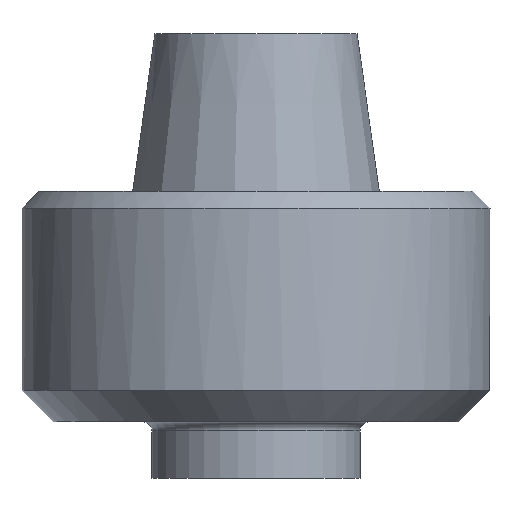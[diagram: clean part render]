
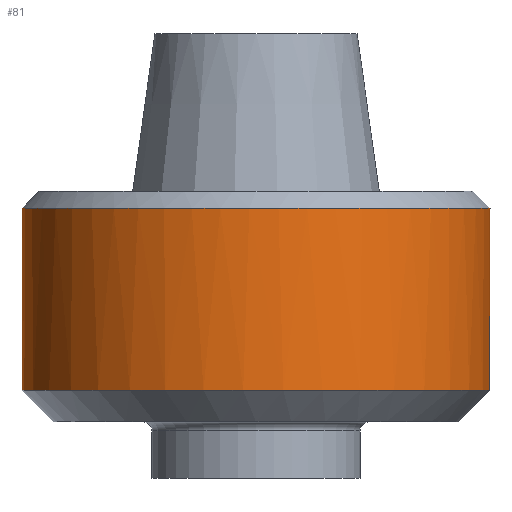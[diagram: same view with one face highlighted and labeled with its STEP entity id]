
A CAD part, front view. The second image highlights one B-rep face of the part: STEP entity #81.
In plain terms, the highlighted cylindrical face has radius 20.8 mm (diameter 41.6 mm), a full revolution.
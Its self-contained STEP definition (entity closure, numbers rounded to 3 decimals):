
#70=B_SPLINE_CURVE_WITH_KNOTS('',3,(#421,#422,#423,#424,#425,#426,#427,
#428,#429,#430,#431,#432,#433,#434,#435,#436,#437,#438,#439,#440,#441,#442,
#443,#444,#445,#446,#447,#448),.UNSPECIFIED.,.T.,.F.,(2,2,2,2,2,2,2,2,2,
2,2,2,2,2,2,2),(-0.062,0.,0.125,0.188,0.25,0.313,0.375,0.5,
0.563,0.625,0.688,0.75,0.875,0.938,1.,1.125),.UNSPECIFIED.);
#72=CYLINDRICAL_SURFACE('',#281,20.8);
#81=ADVANCED_FACE('',(#113,#114),#72,.T.);
#113=FACE_BOUND('',#149,.T.);
#114=FACE_BOUND('',#150,.T.);
#149=EDGE_LOOP('',(#187));
#150=EDGE_LOOP('',(#188));
#187=ORIENTED_EDGE('',*,*,#243,.T.);
#188=ORIENTED_EDGE('',*,*,#242,.T.);
#223=VERTEX_POINT('',#449);
#224=VERTEX_POINT('',#501);
#242=EDGE_CURVE('',#223,#223,#70,.T.);
#243=EDGE_CURVE('',#224,#224,#260,.T.);
#260=CIRCLE('',#280,20.8);
#280=AXIS2_PLACEMENT_3D('',#500,#323,#324);
#281=AXIS2_PLACEMENT_3D('',#502,#325,#326);
#323=DIRECTION('',(0.,0.,1.));
#324=DIRECTION('',(0.109,0.994,0.));
#325=DIRECTION('',(0.,0.,1.));
#326=DIRECTION('',(0.,1.,0.));
#421=CARTESIAN_POINT('',(-2.748,20.8,9.5));
#422=CARTESIAN_POINT('',(5.497,20.8,9.5));
#423=CARTESIAN_POINT('',(10.882,18.54,9.493));
#424=CARTESIAN_POINT('',(16.638,12.774,9.504));
#425=CARTESIAN_POINT('',(18.179,10.469,9.51));
#426=CARTESIAN_POINT('',(20.265,5.423,9.492));
#427=CARTESIAN_POINT('',(20.803,2.722,9.5));
#428=CARTESIAN_POINT('',(20.797,-2.764,9.5));
#429=CARTESIAN_POINT('',(20.253,-5.467,9.492));
#430=CARTESIAN_POINT('',(18.162,-10.497,9.51));
#431=CARTESIAN_POINT('',(16.613,-12.806,9.504));
#432=CARTESIAN_POINT('',(10.854,-18.554,9.493));
#433=CARTESIAN_POINT('',(5.422,-20.802,9.5));
#434=CARTESIAN_POINT('',(-2.722,-20.799,9.5));
#435=CARTESIAN_POINT('',(-5.444,-20.26,9.501));
#436=CARTESIAN_POINT('',(-10.485,-18.17,9.497));
#437=CARTESIAN_POINT('',(-12.775,-16.643,9.497));
#438=CARTESIAN_POINT('',(-16.656,-12.758,9.504));
#439=CARTESIAN_POINT('',(-18.181,-10.465,9.51));
#440=CARTESIAN_POINT('',(-20.263,-5.429,9.492));
#441=CARTESIAN_POINT('',(-20.801,-2.702,9.5));
#442=CARTESIAN_POINT('',(-20.797,5.437,9.5));
#443=CARTESIAN_POINT('',(-18.547,10.868,9.507));
#444=CARTESIAN_POINT('',(-12.79,16.626,9.497));
#445=CARTESIAN_POINT('',(-10.483,18.171,9.497));
#446=CARTESIAN_POINT('',(-5.445,20.259,9.501));
#447=CARTESIAN_POINT('',(-2.748,20.8,9.5));
#448=CARTESIAN_POINT('',(5.497,20.8,9.5));
#449=CARTESIAN_POINT('',(0.,20.8,9.5));
#500=CARTESIAN_POINT('',(0.,0.,-6.7));
#501=CARTESIAN_POINT('',(2.272,20.676,-6.7));
#502=CARTESIAN_POINT('',(0.,0.,-10.525));
